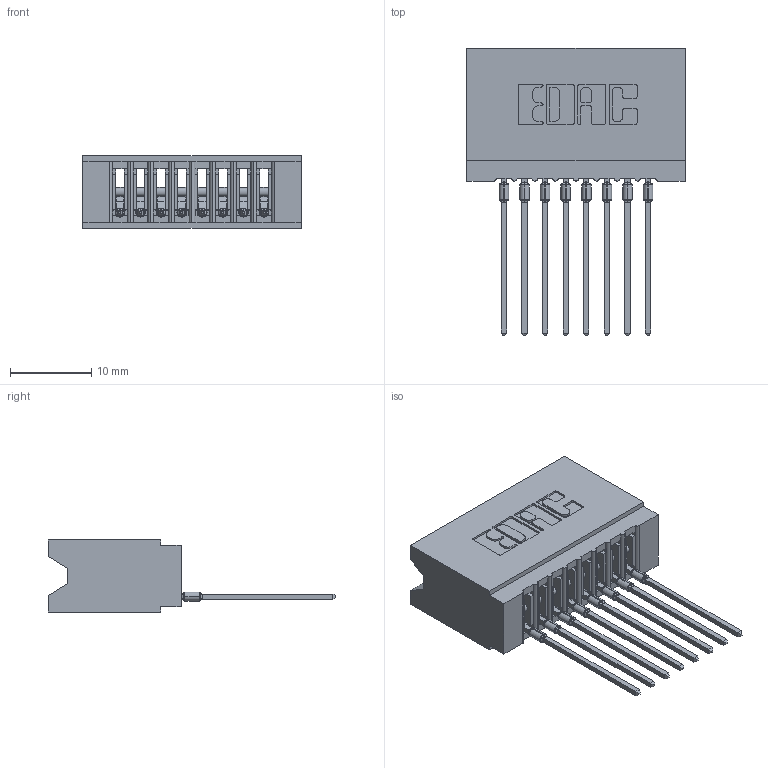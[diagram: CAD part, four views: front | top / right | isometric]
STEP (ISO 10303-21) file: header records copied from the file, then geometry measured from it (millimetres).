
FILE_DESCRIPTION (( 'STEP AP203' ), '1' );
FILE_NAME ('745-008-541-106.STEP', '2020-09-11T13:50:48', ( '' ), ( '' ), 'SwSTEP 2.0', 'SolidWorks 2020', '' );
FILE_SCHEMA (( 'CONFIG_CONTROL_DESIGN' ));
Length unit declared in the file: inch
Products named in the file (3): 745-292-001_541; 745 Part_Insulator Option - 06; 745-008-541-106
Assembly tree (9 placements, depth 2):
  745-008-541-106
    745 Part_Insulator Option - 06
    745-292-001_541  x8
Bounding box: 26.92 x 35.45 x 8.89 mm (x, y, z)
Volume: 2568.6 mm3; surface area: 4295.6 mm2
Topology: 9 solids, 9 shells, 992 faces, 2724 edges, 1724 vertices
Faces by surface type: plane 592, cylinder 192, bspline 160, torus 48
Entity records: 17880 total; most frequent: CARTESIAN_POINT 3650, ORIENTED_EDGE 3026, DIRECTION 2657, EDGE_CURVE 1513, VECTOR 1283, LINE 1283, VERTEX_POINT 968, AXIS2_PLACEMENT_3D 687
